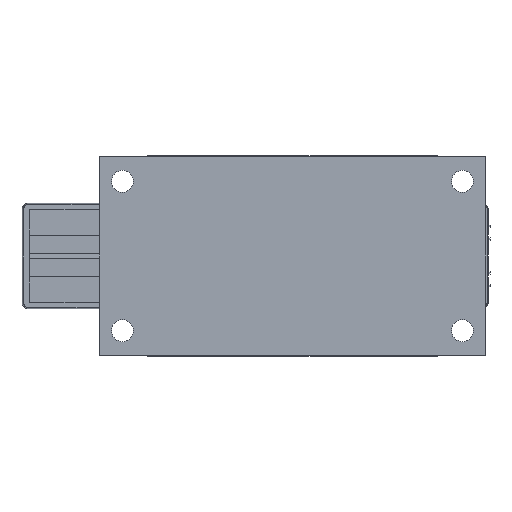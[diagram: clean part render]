
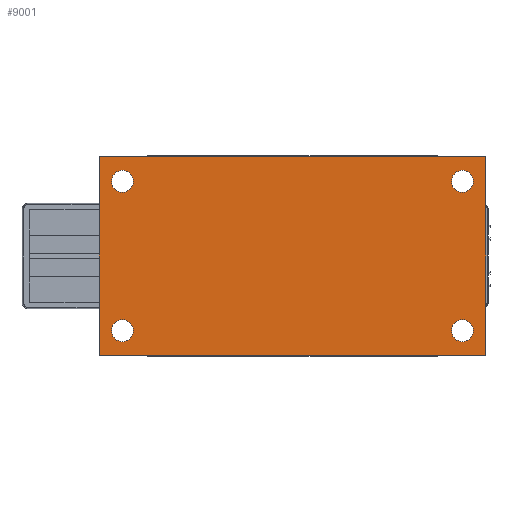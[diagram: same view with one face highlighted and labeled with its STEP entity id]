
A CAD part, front view. The second image highlights one B-rep face of the part: STEP entity #9001.
In plain terms, the highlighted planar face has unit normal (0, -1, 0).
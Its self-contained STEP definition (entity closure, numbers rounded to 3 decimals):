
#55 = EDGE_LOOP ( 'NONE', ( #21246, #25983 ) ) ;
#444 = CARTESIAN_POINT ( 'NONE',  ( 66., -10., -29. ) ) ;
#571 = CIRCLE ( 'NONE', #646, 4.25 ) ;
#646 = AXIS2_PLACEMENT_3D ( 'NONE', #9804, #22221, #5530 ) ;
#740 = DIRECTION ( 'NONE',  ( 0., 1., 0. ) ) ;
#1131 = EDGE_CURVE ( 'NONE', #8379, #23990, #18648, .T. ) ;
#1261 = EDGE_CURVE ( 'NONE', #23990, #8379, #11532, .T. ) ;
#1420 = CIRCLE ( 'NONE', #10732, 4.25 ) ;
#1974 = DIRECTION ( 'NONE',  ( 0., 1., 0. ) ) ;
#2326 = FACE_BOUND ( 'NONE', #16678, .T. ) ;
#2430 = CARTESIAN_POINT ( 'NONE',  ( 66., -10., 33.25 ) ) ;
#2434 = DIRECTION ( 'NONE',  ( 0., 0., 1. ) ) ;
#2587 = CARTESIAN_POINT ( 'NONE',  ( -66., -10., 29. ) ) ;
#3016 = CARTESIAN_POINT ( 'NONE',  ( -75., -10., -38.5 ) ) ;
#3622 = VERTEX_POINT ( 'NONE', #3016 ) ;
#3770 = LINE ( 'NONE', #20096, #9325 ) ;
#4263 = CARTESIAN_POINT ( 'NONE',  ( 66., -10., -29. ) ) ;
#4597 = DIRECTION ( 'NONE',  ( 0., 0., -1. ) ) ;
#4787 = ORIENTED_EDGE ( 'NONE', *, *, #1131, .T. ) ;
#4898 = ORIENTED_EDGE ( 'NONE', *, *, #10637, .T. ) ;
#5462 = CARTESIAN_POINT ( 'NONE',  ( 75., -10., 38.5 ) ) ;
#5530 = DIRECTION ( 'NONE',  ( 0., 0., 1. ) ) ;
#6429 = CARTESIAN_POINT ( 'NONE',  ( -66., -10., -24.75 ) ) ;
#6465 = EDGE_LOOP ( 'NONE', ( #20447, #18074, #25901, #19809 ) ) ;
#6920 = VERTEX_POINT ( 'NONE', #16280 ) ;
#7435 = VERTEX_POINT ( 'NONE', #24142 ) ;
#7575 = ORIENTED_EDGE ( 'NONE', *, *, #1261, .T. ) ;
#7635 = VERTEX_POINT ( 'NONE', #6429 ) ;
#7662 = DIRECTION ( 'NONE',  ( 0., 0., 1. ) ) ;
#7728 = DIRECTION ( 'NONE',  ( 0., 0., -1. ) ) ;
#7736 = VERTEX_POINT ( 'NONE', #2430 ) ;
#7881 = DIRECTION ( 'NONE',  ( -1., 0., 0. ) ) ;
#8149 = CARTESIAN_POINT ( 'NONE',  ( -75., -10., 38.5 ) ) ;
#8379 = VERTEX_POINT ( 'NONE', #12606 ) ;
#8547 = EDGE_CURVE ( 'NONE', #15575, #23323, #9894, .T. ) ;
#8646 = VERTEX_POINT ( 'NONE', #19501 ) ;
#8775 = AXIS2_PLACEMENT_3D ( 'NONE', #21076, #740, #10713 ) ;
#8834 = CARTESIAN_POINT ( 'NONE',  ( 75., -10., 38.5 ) ) ;
#9001 = ADVANCED_FACE ( 'NONE', ( #25325, #13955, #18845, #2326, #21093 ), #16790, .F. ) ;
#9325 = VECTOR ( 'NONE', #7728, 1000. ) ;
#9588 = EDGE_CURVE ( 'NONE', #23323, #22031, #3770, .T. ) ;
#9743 = DIRECTION ( 'NONE',  ( 0., 1., 0. ) ) ;
#9804 = CARTESIAN_POINT ( 'NONE',  ( -66., -10., -29. ) ) ;
#9894 = LINE ( 'NONE', #8834, #17620 ) ;
#10143 = CIRCLE ( 'NONE', #15170, 4.25 ) ;
#10334 = DIRECTION ( 'NONE',  ( 0., 1., 0. ) ) ;
#10375 = AXIS2_PLACEMENT_3D ( 'NONE', #2587, #21220, #4597 ) ;
#10515 = DIRECTION ( 'NONE',  ( 0., 0., -1. ) ) ;
#10637 = EDGE_CURVE ( 'NONE', #7635, #7435, #1420, .T. ) ;
#10713 = DIRECTION ( 'NONE',  ( 0., 0., 1. ) ) ;
#10732 = AXIS2_PLACEMENT_3D ( 'NONE', #22692, #10334, #21055 ) ;
#11235 = LINE ( 'NONE', #20164, #14080 ) ;
#11532 = CIRCLE ( 'NONE', #26367, 4.25 ) ;
#11976 = VECTOR ( 'NONE', #7881, 1000. ) ;
#12315 = CARTESIAN_POINT ( 'NONE',  ( -66., -10., 29. ) ) ;
#12606 = CARTESIAN_POINT ( 'NONE',  ( -66., -10., 33.25 ) ) ;
#12928 = AXIS2_PLACEMENT_3D ( 'NONE', #16968, #23044, #2434 ) ;
#12955 = DIRECTION ( 'NONE',  ( 1., 0., 0. ) ) ;
#13955 = FACE_BOUND ( 'NONE', #16486, .T. ) ;
#14080 = VECTOR ( 'NONE', #20333, 1000. ) ;
#14374 = CARTESIAN_POINT ( 'NONE',  ( 66., -10., 24.75 ) ) ;
#14729 = DIRECTION ( 'NONE',  ( 0., 0., -1. ) ) ;
#14915 = VERTEX_POINT ( 'NONE', #14374 ) ;
#15170 = AXIS2_PLACEMENT_3D ( 'NONE', #21750, #9743, #7662 ) ;
#15575 = VERTEX_POINT ( 'NONE', #8149 ) ;
#15737 = CIRCLE ( 'NONE', #23909, 4.25 ) ;
#16241 = ORIENTED_EDGE ( 'NONE', *, *, #23950, .T. ) ;
#16280 = CARTESIAN_POINT ( 'NONE',  ( 66., -10., -24.75 ) ) ;
#16447 = DIRECTION ( 'NONE',  ( 0., 1., 0. ) ) ;
#16451 = LINE ( 'NONE', #20424, #11976 ) ;
#16486 = EDGE_LOOP ( 'NONE', ( #17865, #16241 ) ) ;
#16678 = EDGE_LOOP ( 'NONE', ( #4898, #26479 ) ) ;
#16790 = PLANE ( 'NONE',  #12928 ) ;
#16956 = DIRECTION ( 'NONE',  ( 0., 1., 0. ) ) ;
#16968 = CARTESIAN_POINT ( 'NONE',  ( 0., -10., 0. ) ) ;
#17591 = CARTESIAN_POINT ( 'NONE',  ( -66., -10., 24.75 ) ) ;
#17620 = VECTOR ( 'NONE', #12955, 1000. ) ;
#17865 = ORIENTED_EDGE ( 'NONE', *, *, #21402, .T. ) ;
#18074 = ORIENTED_EDGE ( 'NONE', *, *, #25343, .F. ) ;
#18648 = CIRCLE ( 'NONE', #10375, 4.25 ) ;
#18845 = FACE_BOUND ( 'NONE', #55, .T. ) ;
#19501 = CARTESIAN_POINT ( 'NONE',  ( 66., -10., -33.25 ) ) ;
#19664 = EDGE_CURVE ( 'NONE', #6920, #8646, #23442, .T. ) ;
#19809 = ORIENTED_EDGE ( 'NONE', *, *, #8547, .F. ) ;
#20096 = CARTESIAN_POINT ( 'NONE',  ( 75., -10., 38.5 ) ) ;
#20164 = CARTESIAN_POINT ( 'NONE',  ( -75., -10., 38.5 ) ) ;
#20325 = EDGE_CURVE ( 'NONE', #8646, #6920, #15737, .T. ) ;
#20333 = DIRECTION ( 'NONE',  ( 0., 0., 1. ) ) ;
#20424 = CARTESIAN_POINT ( 'NONE',  ( 75., -10., -38.5 ) ) ;
#20447 = ORIENTED_EDGE ( 'NONE', *, *, #20665, .F. ) ;
#20665 = EDGE_CURVE ( 'NONE', #3622, #15575, #11235, .T. ) ;
#21055 = DIRECTION ( 'NONE',  ( 0., 0., 1. ) ) ;
#21076 = CARTESIAN_POINT ( 'NONE',  ( 66., -10., 29. ) ) ;
#21093 = FACE_OUTER_BOUND ( 'NONE', #6465, .T. ) ;
#21220 = DIRECTION ( 'NONE',  ( 0., 1., 0. ) ) ;
#21246 = ORIENTED_EDGE ( 'NONE', *, *, #19664, .T. ) ;
#21402 = EDGE_CURVE ( 'NONE', #7736, #14915, #23124, .T. ) ;
#21750 = CARTESIAN_POINT ( 'NONE',  ( 66., -10., 29. ) ) ;
#21863 = EDGE_LOOP ( 'NONE', ( #4787, #7575 ) ) ;
#22031 = VERTEX_POINT ( 'NONE', #24028 ) ;
#22221 = DIRECTION ( 'NONE',  ( 0., 1., 0. ) ) ;
#22692 = CARTESIAN_POINT ( 'NONE',  ( -66., -10., -29. ) ) ;
#23044 = DIRECTION ( 'NONE',  ( 0., 1., 0. ) ) ;
#23124 = CIRCLE ( 'NONE', #8775, 4.25 ) ;
#23323 = VERTEX_POINT ( 'NONE', #5462 ) ;
#23442 = CIRCLE ( 'NONE', #24074, 4.25 ) ;
#23909 = AXIS2_PLACEMENT_3D ( 'NONE', #4263, #16447, #14729 ) ;
#23950 = EDGE_CURVE ( 'NONE', #14915, #7736, #10143, .T. ) ;
#23990 = VERTEX_POINT ( 'NONE', #17591 ) ;
#24028 = CARTESIAN_POINT ( 'NONE',  ( 75., -10., -38.5 ) ) ;
#24074 = AXIS2_PLACEMENT_3D ( 'NONE', #444, #16956, #10515 ) ;
#24142 = CARTESIAN_POINT ( 'NONE',  ( -66., -10., -33.25 ) ) ;
#24588 = EDGE_CURVE ( 'NONE', #7435, #7635, #571, .T. ) ;
#25325 = FACE_BOUND ( 'NONE', #21863, .T. ) ;
#25343 = EDGE_CURVE ( 'NONE', #22031, #3622, #16451, .T. ) ;
#25901 = ORIENTED_EDGE ( 'NONE', *, *, #9588, .F. ) ;
#25983 = ORIENTED_EDGE ( 'NONE', *, *, #20325, .T. ) ;
#26367 = AXIS2_PLACEMENT_3D ( 'NONE', #12315, #1974, #26553 ) ;
#26479 = ORIENTED_EDGE ( 'NONE', *, *, #24588, .T. ) ;
#26553 = DIRECTION ( 'NONE',  ( 0., 0., -1. ) ) ;
